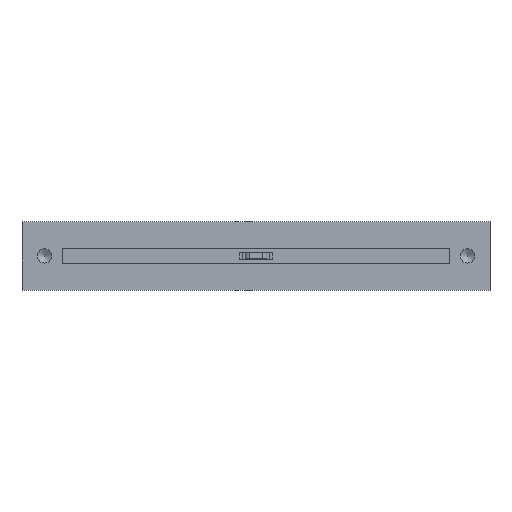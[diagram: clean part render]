
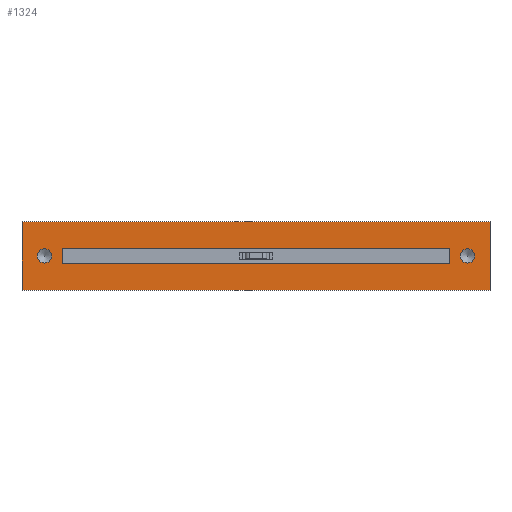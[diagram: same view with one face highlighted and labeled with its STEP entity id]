
A CAD part, top view. The second image highlights one B-rep face of the part: STEP entity #1324.
In plain terms, the highlighted planar face has unit normal (0, 0, 1).
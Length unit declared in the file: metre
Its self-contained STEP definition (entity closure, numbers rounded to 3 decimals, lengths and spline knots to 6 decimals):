
#72=CIRCLE('',#1685,0.001351);
#73=CIRCLE('',#1686,0.001351);
#152=ORIENTED_EDGE('',*,*,#482,.T.);
#153=ORIENTED_EDGE('',*,*,#483,.T.);
#154=ORIENTED_EDGE('',*,*,#470,.F.);
#155=ORIENTED_EDGE('',*,*,#474,.T.);
#156=ORIENTED_EDGE('',*,*,#477,.T.);
#157=ORIENTED_EDGE('',*,*,#479,.F.);
#158=ORIENTED_EDGE('',*,*,#460,.F.);
#159=ORIENTED_EDGE('',*,*,#464,.T.);
#160=ORIENTED_EDGE('',*,*,#467,.T.);
#161=ORIENTED_EDGE('',*,*,#481,.F.);
#460=EDGE_CURVE('',#632,#633,#756,.T.);
#464=EDGE_CURVE('',#632,#635,#760,.T.);
#467=EDGE_CURVE('',#635,#637,#763,.T.);
#470=EDGE_CURVE('',#640,#641,#766,.T.);
#474=EDGE_CURVE('',#640,#643,#770,.T.);
#477=EDGE_CURVE('',#643,#645,#773,.T.);
#479=EDGE_CURVE('',#641,#645,#775,.T.);
#481=EDGE_CURVE('',#633,#637,#777,.T.);
#482=EDGE_CURVE('',#646,#646,#72,.T.);
#483=EDGE_CURVE('',#647,#647,#73,.T.);
#632=VERTEX_POINT('',#2184);
#633=VERTEX_POINT('',#2186);
#635=VERTEX_POINT('',#2192);
#637=VERTEX_POINT('',#2198);
#640=VERTEX_POINT('',#2205);
#641=VERTEX_POINT('',#2207);
#643=VERTEX_POINT('',#2213);
#645=VERTEX_POINT('',#2219);
#646=VERTEX_POINT('',#2229);
#647=VERTEX_POINT('',#2231);
#756=LINE('',#2185,#918);
#760=LINE('',#2193,#922);
#763=LINE('',#2199,#925);
#766=LINE('',#2206,#928);
#770=LINE('',#2214,#932);
#773=LINE('',#2220,#935);
#775=LINE('',#2223,#937);
#777=LINE('',#2226,#939);
#918=VECTOR('',#1813,1.);
#922=VECTOR('',#1819,1.);
#925=VECTOR('',#1824,1.);
#928=VECTOR('',#1829,1.);
#932=VECTOR('',#1835,1.);
#935=VECTOR('',#1840,1.);
#937=VECTOR('',#1844,1.);
#939=VECTOR('',#1848,1.);
#1080=EDGE_LOOP('',(#152));
#1081=EDGE_LOOP('',(#153));
#1082=EDGE_LOOP('',(#154,#155,#156,#157));
#1083=EDGE_LOOP('',(#158,#159,#160,#161));
#1166=FACE_BOUND('',#1080,.T.);
#1167=FACE_BOUND('',#1081,.T.);
#1168=FACE_BOUND('',#1082,.T.);
#1169=FACE_BOUND('',#1083,.T.);
#1252=PLANE('',#1684);
#1324=ADVANCED_FACE('',(#1166,#1167,#1168,#1169),#1252,.T.);
#1684=AXIS2_PLACEMENT_3D('',#2227,#1849,#1850);
#1685=AXIS2_PLACEMENT_3D('',#2228,#1851,#1852);
#1686=AXIS2_PLACEMENT_3D('',#2230,#1853,#1854);
#1813=DIRECTION('',(-1.,0.,0.));
#1819=DIRECTION('',(0.,1.,0.));
#1824=DIRECTION('',(-1.,0.,0.));
#1829=DIRECTION('',(0.,1.,0.));
#1835=DIRECTION('',(-1.,0.,0.));
#1840=DIRECTION('',(0.,1.,0.));
#1844=DIRECTION('',(-1.,0.,0.));
#1848=DIRECTION('',(0.,1.,0.));
#1849=DIRECTION('',(0.,0.,1.));
#1850=DIRECTION('',(1.,0.,0.));
#1851=DIRECTION('',(0.,0.,-1.));
#1852=DIRECTION('',(-1.,0.,0.));
#1853=DIRECTION('',(0.,0.,-1.));
#1854=DIRECTION('',(-1.,0.,0.));
#2184=CARTESIAN_POINT('',(0.04425,-0.0065,0.0094));
#2185=CARTESIAN_POINT('',(0.,-0.0065,0.0094));
#2186=CARTESIAN_POINT('',(-0.04425,-0.0065,0.0094));
#2192=CARTESIAN_POINT('',(0.04425,0.0065,0.0094));
#2193=CARTESIAN_POINT('',(0.04425,0.,0.0094));
#2198=CARTESIAN_POINT('',(-0.04425,0.0065,0.0094));
#2199=CARTESIAN_POINT('',(0.,0.0065,0.0094));
#2205=CARTESIAN_POINT('',(0.0365,-0.0015,0.0094));
#2206=CARTESIAN_POINT('',(0.0365,0.,0.0094));
#2207=CARTESIAN_POINT('',(0.0365,0.0015,0.0094));
#2213=CARTESIAN_POINT('',(-0.0365,-0.0015,0.0094));
#2214=CARTESIAN_POINT('',(0.,-0.0015,0.0094));
#2219=CARTESIAN_POINT('',(-0.0365,0.0015,0.0094));
#2220=CARTESIAN_POINT('',(-0.0365,0.,0.0094));
#2223=CARTESIAN_POINT('',(0.,0.0015,0.0094));
#2226=CARTESIAN_POINT('',(-0.04425,0.,0.0094));
#2227=CARTESIAN_POINT('',(0.,0.,0.0094));
#2228=CARTESIAN_POINT('',(0.04,0.,0.0094));
#2229=CARTESIAN_POINT('',(0.03865,0.,0.0094));
#2230=CARTESIAN_POINT('',(-0.04,0.,0.0094));
#2231=CARTESIAN_POINT('',(-0.041351,0.,0.0094));
